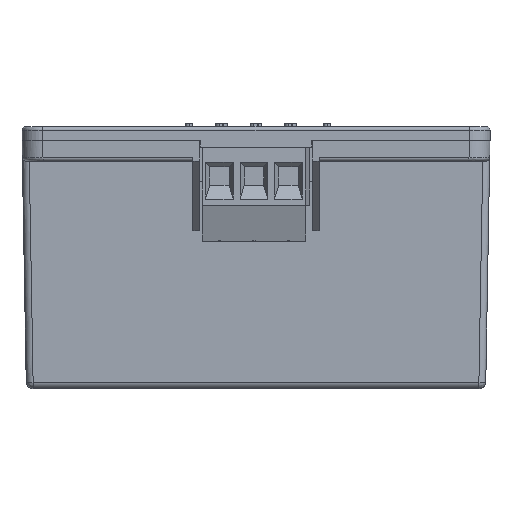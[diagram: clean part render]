
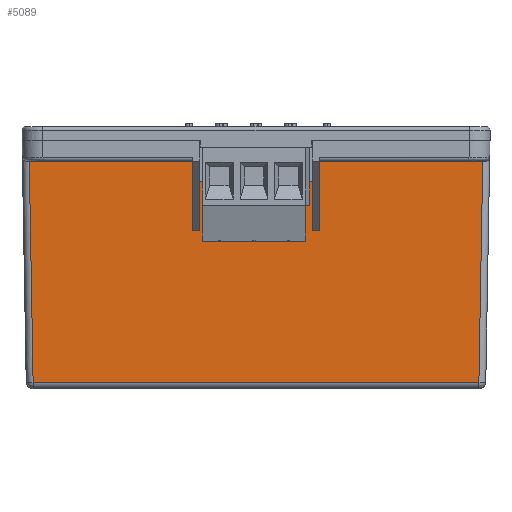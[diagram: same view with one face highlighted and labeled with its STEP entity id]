
A CAD part, left-side view. The second image highlights one B-rep face of the part: STEP entity #5089.
In plain terms, the highlighted face is planar.
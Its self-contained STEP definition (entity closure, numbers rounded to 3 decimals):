
#2955 = CARTESIAN_POINT ( 'NONE',  ( 8.15, 45.948, 6. ) ) ;
#2956 = LINE ( 'NONE', #2955, #3004 ) ;
#3002 = CARTESIAN_POINT ( 'NONE',  ( 8.15, 45.823, 13.124 ) ) ;
#3003 = DIRECTION ( 'NONE',  ( 0., -0.017, 1. ) ) ;
#3004 = VECTOR ( 'NONE', #3003, 1000. ) ;
#3040 = DIRECTION ( 'NONE',  ( 0., 0.017, -1. ) ) ;
#3041 = VECTOR ( 'NONE', #3040, 1000. ) ;
#3042 = CARTESIAN_POINT ( 'NONE',  ( -8.15, 45.823, 13.124 ) ) ;
#3043 = LINE ( 'NONE', #3042, #3041 ) ;
#3044 = CARTESIAN_POINT ( 'NONE',  ( -8.15, 45.823, 13.124 ) ) ;
#3067 = CARTESIAN_POINT ( 'NONE',  ( -8.15, 45.948, 6. ) ) ;
#3101 = CARTESIAN_POINT ( 'NONE',  ( 8.15, 45.948, 6. ) ) ;
#3102 = DIRECTION ( 'NONE',  ( 1., 0., 0. ) ) ;
#3103 = VECTOR ( 'NONE', #3102, 1000. ) ;
#3104 = CARTESIAN_POINT ( 'NONE',  ( -8.15, 45.948, 6. ) ) ;
#3105 = LINE ( 'NONE', #3104, #3103 ) ;
#4912 = EDGE_CURVE ( 'NONE', #4913, #4914, #14746, .T. ) ;
#4913 = VERTEX_POINT ( 'NONE', #14742 ) ;
#4914 = VERTEX_POINT ( 'NONE', #14741 ) ;
#5039 = VERTEX_POINT ( 'NONE', #15077 ) ;
#5040 = ORIENTED_EDGE ( 'NONE', *, *, #5041, .F. ) ;
#5041 = EDGE_CURVE ( 'NONE', #17855, #5039, #15076, .T. ) ;
#5042 = ORIENTED_EDGE ( 'NONE', *, *, #17854, .F. ) ;
#5043 = ORIENTED_EDGE ( 'NONE', *, *, #17926, .F. ) ;
#5044 = ORIENTED_EDGE ( 'NONE', *, *, #17902, .F. ) ;
#5045 = ORIENTED_EDGE ( 'NONE', *, *, #5088, .T. ) ;
#5086 = VERTEX_POINT ( 'NONE', #15211 ) ;
#5088 = EDGE_CURVE ( 'NONE', #17900, #5086, #15210, .T. ) ;
#5089 = ADVANCED_FACE ( 'NONE', ( #15206 ), #15205, .T. ) ;
#5090 = EDGE_LOOP ( 'NONE', ( #5091, #5093, #5095, #5097, #5100, #5103, #5106, #5040, #5042, #5043, #5044, #5045 ) ) ;
#5091 = ORIENTED_EDGE ( 'NONE', *, *, #5092, .T. ) ;
#5092 = EDGE_CURVE ( 'NONE', #5086, #4913, #15203, .T. ) ;
#5093 = ORIENTED_EDGE ( 'NONE', *, *, #4912, .T. ) ;
#5094 = VERTEX_POINT ( 'NONE', #15259 ) ;
#5095 = ORIENTED_EDGE ( 'NONE', *, *, #5096, .T. ) ;
#5096 = EDGE_CURVE ( 'NONE', #4914, #5094, #15258, .T. ) ;
#5097 = ORIENTED_EDGE ( 'NONE', *, *, #5098, .T. ) ;
#5098 = EDGE_CURVE ( 'NONE', #5094, #5099, #15254, .T. ) ;
#5099 = VERTEX_POINT ( 'NONE', #15250 ) ;
#5100 = ORIENTED_EDGE ( 'NONE', *, *, #5101, .T. ) ;
#5101 = EDGE_CURVE ( 'NONE', #5099, #5102, #15249, .T. ) ;
#5102 = VERTEX_POINT ( 'NONE', #15245 ) ;
#5103 = ORIENTED_EDGE ( 'NONE', *, *, #5104, .T. ) ;
#5104 = EDGE_CURVE ( 'NONE', #5102, #5105, #15244, .T. ) ;
#5105 = VERTEX_POINT ( 'NONE', #15240 ) ;
#5106 = ORIENTED_EDGE ( 'NONE', *, *, #5107, .T. ) ;
#5107 = EDGE_CURVE ( 'NONE', #5105, #5039, #15239, .T. ) ;
#14741 = CARTESIAN_POINT ( 'NONE',  ( -32.848, 46., 3. ) ) ;
#14742 = CARTESIAN_POINT ( 'NONE',  ( -9.15, 46., 3. ) ) ;
#14743 = DIRECTION ( 'NONE',  ( -1., 0., 0. ) ) ;
#14744 = VECTOR ( 'NONE', #14743, 1000. ) ;
#14745 = CARTESIAN_POINT ( 'NONE',  ( -33.9, 46., 3. ) ) ;
#14746 = LINE ( 'NONE', #14745, #14744 ) ;
#15073 = DIRECTION ( 'NONE',  ( 1., 0., 0. ) ) ;
#15074 = VECTOR ( 'NONE', #15073, 1000. ) ;
#15075 = CARTESIAN_POINT ( 'NONE',  ( 8.65, 45.823, 13.124 ) ) ;
#15076 = LINE ( 'NONE', #15075, #15074 ) ;
#15077 = CARTESIAN_POINT ( 'NONE',  ( 9.15, 45.823, 13.124 ) ) ;
#15197 = DIRECTION ( 'NONE',  ( 0., 0.017, -1. ) ) ;
#15198 = VECTOR ( 'NONE', #15197, 1000. ) ;
#15199 = CARTESIAN_POINT ( 'NONE',  ( -9.15, 46., 3. ) ) ;
#15200 = DIRECTION ( 'NONE',  ( 0., -0.017, 1. ) ) ;
#15201 = DIRECTION ( 'NONE',  ( 0., 1., 0.017 ) ) ;
#15202 = CARTESIAN_POINT ( 'NONE',  ( -33.9, 46., 3. ) ) ;
#15203 = LINE ( 'NONE', #15199, #15198 ) ;
#15204 = AXIS2_PLACEMENT_3D ( 'NONE', #15202, #15201, #15200 ) ;
#15205 = PLANE ( 'NONE',  #15204 ) ;
#15206 = FACE_OUTER_BOUND ( 'NONE', #5090, .T. ) ;
#15207 = DIRECTION ( 'NONE',  ( -1., 0., 0. ) ) ;
#15208 = VECTOR ( 'NONE', #15207, 1000. ) ;
#15209 = CARTESIAN_POINT ( 'NONE',  ( -33.9, 45.823, 13.124 ) ) ;
#15210 = LINE ( 'NONE', #15209, #15208 ) ;
#15211 = CARTESIAN_POINT ( 'NONE',  ( -9.15, 45.823, 13.124 ) ) ;
#15236 = DIRECTION ( 'NONE',  ( 0., -0.017, 1. ) ) ;
#15237 = VECTOR ( 'NONE', #15236, 1000. ) ;
#15238 = CARTESIAN_POINT ( 'NONE',  ( 9.15, 46., 3. ) ) ;
#15239 = LINE ( 'NONE', #15238, #15237 ) ;
#15240 = CARTESIAN_POINT ( 'NONE',  ( 9.15, 46., 3. ) ) ;
#15241 = DIRECTION ( 'NONE',  ( -1., 0., 0. ) ) ;
#15242 = VECTOR ( 'NONE', #15241, 1000. ) ;
#15243 = CARTESIAN_POINT ( 'NONE',  ( -33.9, 46., 3. ) ) ;
#15244 = LINE ( 'NONE', #15243, #15242 ) ;
#15245 = CARTESIAN_POINT ( 'NONE',  ( 32.848, 46., 3. ) ) ;
#15246 = DIRECTION ( 'NONE',  ( 0.017, 0.017, -1. ) ) ;
#15247 = VECTOR ( 'NONE', #15246, 1000. ) ;
#15248 = CARTESIAN_POINT ( 'NONE',  ( 32.289, 45.441, 35.017 ) ) ;
#15249 = LINE ( 'NONE', #15248, #15247 ) ;
#15250 = CARTESIAN_POINT ( 'NONE',  ( 32.289, 45.441, 35.017 ) ) ;
#15251 = DIRECTION ( 'NONE',  ( 1., 0., 0. ) ) ;
#15252 = VECTOR ( 'NONE', #15251, 1000. ) ;
#15253 = CARTESIAN_POINT ( 'NONE',  ( -33.9, 45.441, 35.017 ) ) ;
#15254 = LINE ( 'NONE', #15253, #15252 ) ;
#15255 = DIRECTION ( 'NONE',  ( 0.017, -0.017, 1. ) ) ;
#15256 = VECTOR ( 'NONE', #15255, 1000. ) ;
#15257 = CARTESIAN_POINT ( 'NONE',  ( -32.848, 46., 3. ) ) ;
#15258 = LINE ( 'NONE', #15257, #15256 ) ;
#15259 = CARTESIAN_POINT ( 'NONE',  ( -32.289, 45.441, 35.017 ) ) ;
#17854 = EDGE_CURVE ( 'NONE', #17927, #17855, #2956, .T. ) ;
#17855 = VERTEX_POINT ( 'NONE', #3002 ) ;
#17900 = VERTEX_POINT ( 'NONE', #3044 ) ;
#17902 = EDGE_CURVE ( 'NONE', #17900, #17917, #3043, .T. ) ;
#17917 = VERTEX_POINT ( 'NONE', #3067 ) ;
#17926 = EDGE_CURVE ( 'NONE', #17917, #17927, #3105, .T. ) ;
#17927 = VERTEX_POINT ( 'NONE', #3101 ) ;
